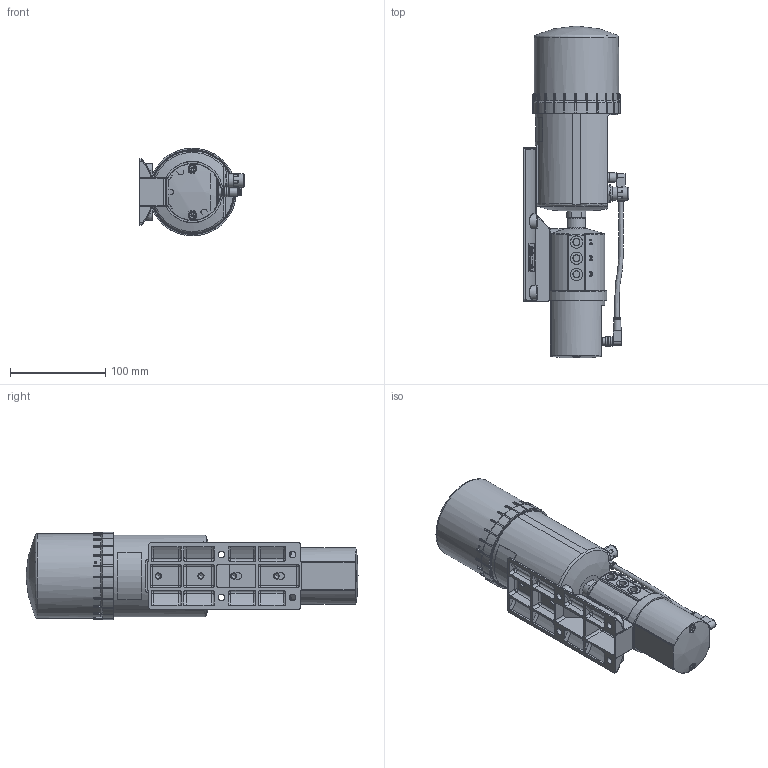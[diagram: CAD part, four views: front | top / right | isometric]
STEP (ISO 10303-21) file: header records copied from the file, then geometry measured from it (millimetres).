
FILE_DESCRIPTION((''),'2;1');
FILE_NAME('perma_PRO-C_LC250_MP-6_Halterung.stp','2010-04-21T08:55:25',('002164'),(''),'Autodesk Inventor 2010','Autodesk Inventor 2010','');
FILE_SCHEMA(('AUTOMOTIVE_DESIGN { 1 0 10303 214 1 1 1 1 }'));
Length unit declared in the file: millimetre
Products named in the file (1): Bauteil1
Bounding box: 110.7 x 349.36 x 92.2 mm (x, y, z)
Volume: 361572.4 mm3; surface area: 319234.5 mm2
Topology: 15 solids, 15 shells, 3526 faces, 9556 edges, 6081 vertices
Faces by surface type: plane 1643, cylinder 1046, bspline 569, torus 135, cone 101, sphere 32
Full cylindrical faces by diameter (mm): 1 x4, 2 x1, 2.1 x1, 2.5 x4, 3 x3, 3.044 x4, 4 x2, 4.3 x2, 4.5 x2, 5.45 x1, 5.6 x2, 6 x1, 6.5 x2, 7 x2, 7.5 x6, 7.7 x2, 8 x11, 8.5 x1, 9 x1, 9.5 x3, 9.6 x1, 9.9 x2, 10 x4, 10.4 x1, 12 x1, 12.5 x1, 13 x6, 13.85 x1, 13.9 x1, 14.193 x2
Entity records: 127711 total; most frequent: CARTESIAN_POINT 40724, ORIENTED_EDGE 18276, DIRECTION 16600, EDGE_CURVE 9138, AXIS2_PLACEMENT_3D 6056, VERTEX_POINT 5983, VECTOR 4488, LINE 4488
